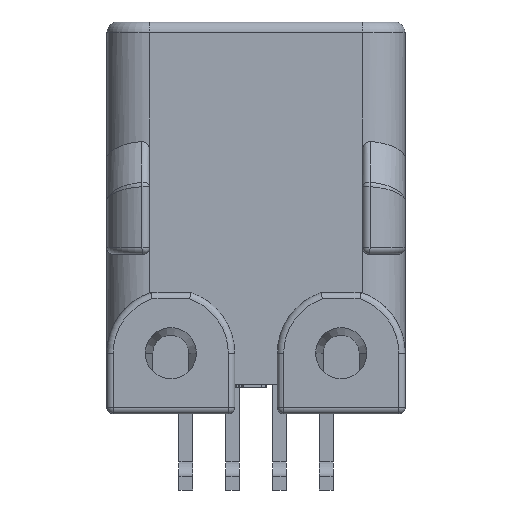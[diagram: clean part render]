
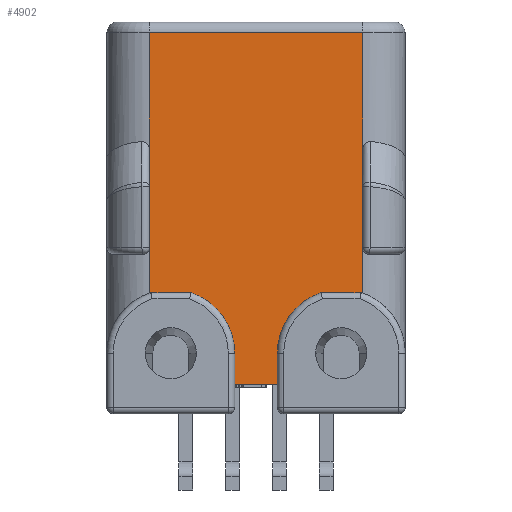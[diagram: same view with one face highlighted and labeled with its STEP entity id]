
A CAD part, front view. The second image highlights one B-rep face of the part: STEP entity #4902.
In plain terms, the highlighted planar face has unit normal (0, -1, 0).
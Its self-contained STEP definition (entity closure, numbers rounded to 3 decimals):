
#445=DIRECTION('',(0.,0.,-1.));
#446=VECTOR('',#445,5.562);
#447=CARTESIAN_POINT('',(-5.,-3.925,-0.5));
#448=LINE('',#447,#446);
#449=DIRECTION('',(0.,0.,1.));
#450=VECTOR('',#449,4.538);
#451=CARTESIAN_POINT('',(5.,-3.925,-10.6));
#452=LINE('',#451,#450);
#453=CARTESIAN_POINT('',(4.,-3.925,-15.55));
#454=DIRECTION('',(0.,1.,0.));
#455=DIRECTION('',(0.312,0.,0.95));
#456=AXIS2_PLACEMENT_3D('',#453,#454,#455);
#458=DIRECTION('',(1.,0.,0.));
#459=VECTOR('',#458,1.873);
#460=CARTESIAN_POINT('',(3.063,-3.925,-12.7));
#461=LINE('',#460,#459);
#462=CARTESIAN_POINT('',(4.,-3.925,-15.55));
#463=DIRECTION('',(0.,1.,0.));
#464=DIRECTION('',(-1.,0.,0.));
#465=AXIS2_PLACEMENT_3D('',#462,#463,#464);
#467=DIRECTION('',(0.,0.,1.));
#468=VECTOR('',#467,1.45);
#469=CARTESIAN_POINT('',(1.,-3.925,-17.));
#470=LINE('',#469,#468);
#471=DIRECTION('',(0.,0.,1.));
#472=VECTOR('',#471,1.45);
#473=CARTESIAN_POINT('',(-1.,-3.925,-17.));
#474=LINE('',#473,#472);
#475=CARTESIAN_POINT('',(-4.,-3.925,-15.55));
#476=DIRECTION('',(0.,1.,0.));
#477=DIRECTION('',(0.312,0.,0.95));
#478=AXIS2_PLACEMENT_3D('',#475,#476,#477);
#480=DIRECTION('',(1.,0.,0.));
#481=VECTOR('',#480,1.873);
#482=CARTESIAN_POINT('',(-4.937,-3.925,-12.7));
#483=LINE('',#482,#481);
#484=CARTESIAN_POINT('',(-4.,-3.925,-15.55));
#485=DIRECTION('',(0.,1.,0.));
#486=DIRECTION('',(-0.333,0.,0.943));
#487=AXIS2_PLACEMENT_3D('',#484,#485,#486);
#489=DIRECTION('',(0.,0.,-1.));
#490=VECTOR('',#489,4.538);
#491=CARTESIAN_POINT('',(-5.,-3.925,-6.062));
#492=LINE('',#491,#490);
#493=DIRECTION('',(1.,0.,0.));
#494=VECTOR('',#493,10.);
#495=CARTESIAN_POINT('',(-5.,-3.925,-0.5));
#496=LINE('',#495,#494);
#497=DIRECTION('',(0.,0.,1.));
#498=VECTOR('',#497,5.562);
#499=CARTESIAN_POINT('',(5.,-3.925,-6.062));
#500=LINE('',#499,#498);
#631=DIRECTION('',(0.,0.,1.));
#632=VECTOR('',#631,2.122);
#633=CARTESIAN_POINT('',(5.,-3.925,-12.722));
#634=LINE('',#633,#632);
#902=DIRECTION('',(-1.,0.,0.));
#903=VECTOR('',#902,2.);
#904=CARTESIAN_POINT('',(1.,-3.925,-17.));
#905=LINE('',#904,#903);
#1430=DIRECTION('',(0.,0.,-1.));
#1431=VECTOR('',#1430,2.122);
#1432=CARTESIAN_POINT('',(-5.,-3.925,
-10.6));
#1433=LINE('',#1432,#1431);
#3432=CARTESIAN_POINT('',(5.,-3.925,
-10.6));
#3542=CARTESIAN_POINT('',(1.,-3.925,-15.55));
#3543=CARTESIAN_POINT('',(3.063,-3.925,-12.7));
#3544=VERTEX_POINT('',#3542);
#3545=VERTEX_POINT('',#3543);
#3554=CARTESIAN_POINT('',(-1.,-3.925,-17.));
#3555=CARTESIAN_POINT('',(-1.,-3.925,-15.55));
#3556=VERTEX_POINT('',#3554);
#3557=VERTEX_POINT('',#3555);
#3562=CARTESIAN_POINT('',(1.,-3.925,-17.));
#3563=VERTEX_POINT('',#3562);
#3744=CARTESIAN_POINT('',(-4.937,-3.925,-12.7));
#3745=CARTESIAN_POINT('',(-3.063,-3.925,-12.7));
#3746=VERTEX_POINT('',#3744);
#3747=VERTEX_POINT('',#3745);
#3748=CARTESIAN_POINT('',(4.937,-3.925,-12.7));
#3749=VERTEX_POINT('',#3748);
#4233=CARTESIAN_POINT('',(-5.,-3.925,-0.5));
#4234=VERTEX_POINT('',#4233);
#4236=CARTESIAN_POINT('',(5.,-3.925,-0.5));
#4238=VERTEX_POINT('',#4236);
#4371=CARTESIAN_POINT('',(-5.,-3.925,-12.722));
#4372=VERTEX_POINT('',#4371);
#4373=CARTESIAN_POINT('',(5.,-3.925,-12.722));
#4374=VERTEX_POINT('',#4373);
#4406=VERTEX_POINT('',#3432);
#4412=CARTESIAN_POINT('',(5.,-3.925,-6.062));
#4414=VERTEX_POINT('',#4412);
#4419=CARTESIAN_POINT('',(-5.,-3.925,-6.062));
#4421=VERTEX_POINT('',#4419);
#4431=CARTESIAN_POINT('',(-5.,-3.925,
-10.6));
#4432=VERTEX_POINT('',#4431);
#4865=CARTESIAN_POINT('',(-7.,-3.925,0.));
#4866=DIRECTION('',(0.,-1.,0.));
#4867=DIRECTION('',(1.,0.,0.));
#4868=AXIS2_PLACEMENT_3D('',#4865,#4866,#4867);
#4869=PLANE('',#4868);
#4871=ORIENTED_EDGE('',*,*,#4870,.F.);
#4873=ORIENTED_EDGE('',*,*,#4872,.F.);
#4875=ORIENTED_EDGE('',*,*,#4874,.F.);
#4877=ORIENTED_EDGE('',*,*,#4876,.F.);
#4879=ORIENTED_EDGE('',*,*,#4878,.F.);
#4881=ORIENTED_EDGE('',*,*,#4880,.F.);
#4883=ORIENTED_EDGE('',*,*,#4882,.F.);
#4885=ORIENTED_EDGE('',*,*,#4884,.T.);
#4887=ORIENTED_EDGE('',*,*,#4886,.T.);
#4889=ORIENTED_EDGE('',*,*,#4888,.F.);
#4891=ORIENTED_EDGE('',*,*,#4890,.F.);
#4893=ORIENTED_EDGE('',*,*,#4892,.F.);
#4895=ORIENTED_EDGE('',*,*,#4894,.F.);
#4896=ORIENTED_EDGE('',*,*,#4734,.F.);
#4897=ORIENTED_EDGE('',*,*,#4855,.F.);
#4899=ORIENTED_EDGE('',*,*,#4898,.T.);
#4900=EDGE_LOOP('',(#4871,#4873,#4875,#4877,#4879,#4881,#4883,#4885,#4887,#4889,
#4891,#4893,#4895,#4896,#4897,#4899));
#4901=FACE_OUTER_BOUND('',#4900,.F.);
#4902=ADVANCED_FACE('',(#4901),#4869,.T.);
#457=CIRCLE('',#456,3.);
#466=CIRCLE('',#465,3.);
#479=CIRCLE('',#478,3.);
#488=CIRCLE('',#487,3.);
#4734=EDGE_CURVE('',#4421,#4432,#492,.T.);
#4855=EDGE_CURVE('',#4234,#4421,#448,.T.);
#4870=EDGE_CURVE('',#4414,#4238,#500,.T.);
#4872=EDGE_CURVE('',#4406,#4414,#452,.T.);
#4874=EDGE_CURVE('',#4374,#4406,#634,.T.);
#4876=EDGE_CURVE('',#3749,#4374,#457,.T.);
#4878=EDGE_CURVE('',#3545,#3749,#461,.T.);
#4880=EDGE_CURVE('',#3544,#3545,#466,.T.);
#4882=EDGE_CURVE('',#3563,#3544,#470,.T.);
#4884=EDGE_CURVE('',#3563,#3556,#905,.T.);
#4886=EDGE_CURVE('',#3556,#3557,#474,.T.);
#4888=EDGE_CURVE('',#3747,#3557,#479,.T.);
#4890=EDGE_CURVE('',#3746,#3747,#483,.T.);
#4892=EDGE_CURVE('',#4372,#3746,#488,.T.);
#4894=EDGE_CURVE('',#4432,#4372,#1433,.T.);
#4898=EDGE_CURVE('',#4234,#4238,#496,.T.);
